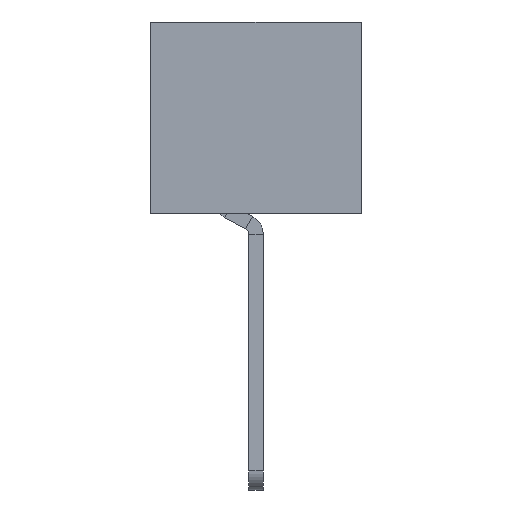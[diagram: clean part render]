
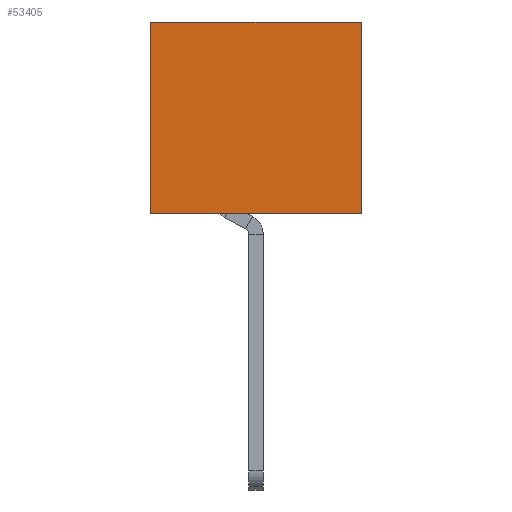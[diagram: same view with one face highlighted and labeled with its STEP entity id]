
A CAD part, front view. The second image highlights one B-rep face of the part: STEP entity #53405.
In plain terms, the highlighted face is planar.
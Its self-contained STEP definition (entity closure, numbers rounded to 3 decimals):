
#53236 = PLANE('',#53237);
#53237 = AXIS2_PLACEMENT_3D('',#53238,#53239,#53240);
#53238 = CARTESIAN_POINT('',(1.1,10.98,0.));
#53239 = DIRECTION('',(1.,0.,0.));
#53240 = DIRECTION('',(0.,0.,1.));
#53264 = PLANE('',#53265);
#53265 = AXIS2_PLACEMENT_3D('',#53266,#53267,#53268);
#53266 = CARTESIAN_POINT('',(-1.1,10.98,2.));
#53267 = DIRECTION('',(0.,0.,1.));
#53268 = DIRECTION('',(1.,0.,0.));
#53292 = PLANE('',#53293);
#53293 = AXIS2_PLACEMENT_3D('',#53294,#53295,#53296);
#53294 = CARTESIAN_POINT('',(-1.1,9.71,0.));
#53295 = DIRECTION('',(-1.,0.,0.));
#53296 = DIRECTION('',(0.,0.,-1.));
#53318 = PLANE('',#53319);
#53319 = AXIS2_PLACEMENT_3D('',#53320,#53321,#53322);
#53320 = CARTESIAN_POINT('',(-1.1,10.98,0.));
#53321 = DIRECTION('',(0.,0.,1.));
#53322 = DIRECTION('',(1.,0.,0.));
#53334 = VERTEX_POINT('',#53335);
#53335 = CARTESIAN_POINT('',(-1.1,10.98,0.));
#53358 = VERTEX_POINT('',#53359);
#53359 = CARTESIAN_POINT('',(-1.1,10.98,2.));
#53380 = EDGE_CURVE('',#53334,#53358,#53381,.T.);
#53381 = SURFACE_CURVE('',#53382,(#53386,#53393),.PCURVE_S1.);
#53382 = LINE('',#53383,#53384);
#53383 = CARTESIAN_POINT('',(-1.1,10.98,0.));
#53384 = VECTOR('',#53385,1.);
#53385 = DIRECTION('',(0.,0.,1.));
#53386 = PCURVE('',#53292,#53387);
#53387 = DEFINITIONAL_REPRESENTATION('',(#53388),#53392);
#53388 = LINE('',#53389,#53390);
#53389 = CARTESIAN_POINT('',(0.,-1.27));
#53390 = VECTOR('',#53391,1.);
#53391 = DIRECTION('',(-1.,0.));
#53392 = ( GEOMETRIC_REPRESENTATION_CONTEXT(2) 
PARAMETRIC_REPRESENTATION_CONTEXT() REPRESENTATION_CONTEXT('2D SPACE',''
  ) );
#53393 = PCURVE('',#53394,#53399);
#53394 = PLANE('',#53395);
#53395 = AXIS2_PLACEMENT_3D('',#53396,#53397,#53398);
#53396 = CARTESIAN_POINT('',(-1.1,10.98,0.));
#53397 = DIRECTION('',(0.,1.,0.));
#53398 = DIRECTION('',(1.,0.,0.));
#53399 = DEFINITIONAL_REPRESENTATION('',(#53400),#53404);
#53400 = LINE('',#53401,#53402);
#53401 = CARTESIAN_POINT('',(0.,0.));
#53402 = VECTOR('',#53403,1.);
#53403 = DIRECTION('',(0.,-1.));
#53404 = ( GEOMETRIC_REPRESENTATION_CONTEXT(2) 
PARAMETRIC_REPRESENTATION_CONTEXT() REPRESENTATION_CONTEXT('2D SPACE',''
  ) );
#53405 = ADVANCED_FACE('',(#53406),#53394,.T.);
#53406 = FACE_BOUND('',#53407,.T.);
#53407 = EDGE_LOOP('',(#53408,#53409,#53432,#53455));
#53408 = ORIENTED_EDGE('',*,*,#53380,.T.);
#53409 = ORIENTED_EDGE('',*,*,#53410,.T.);
#53410 = EDGE_CURVE('',#53358,#53411,#53413,.T.);
#53411 = VERTEX_POINT('',#53412);
#53412 = CARTESIAN_POINT('',(1.1,10.98,2.));
#53413 = SURFACE_CURVE('',#53414,(#53418,#53425),.PCURVE_S1.);
#53414 = LINE('',#53415,#53416);
#53415 = CARTESIAN_POINT('',(-1.1,10.98,2.));
#53416 = VECTOR('',#53417,1.);
#53417 = DIRECTION('',(1.,0.,0.));
#53418 = PCURVE('',#53394,#53419);
#53419 = DEFINITIONAL_REPRESENTATION('',(#53420),#53424);
#53420 = LINE('',#53421,#53422);
#53421 = CARTESIAN_POINT('',(0.,-2.));
#53422 = VECTOR('',#53423,1.);
#53423 = DIRECTION('',(1.,0.));
#53424 = ( GEOMETRIC_REPRESENTATION_CONTEXT(2) 
PARAMETRIC_REPRESENTATION_CONTEXT() REPRESENTATION_CONTEXT('2D SPACE',''
  ) );
#53425 = PCURVE('',#53264,#53426);
#53426 = DEFINITIONAL_REPRESENTATION('',(#53427),#53431);
#53427 = LINE('',#53428,#53429);
#53428 = CARTESIAN_POINT('',(0.,0.));
#53429 = VECTOR('',#53430,1.);
#53430 = DIRECTION('',(1.,0.));
#53431 = ( GEOMETRIC_REPRESENTATION_CONTEXT(2) 
PARAMETRIC_REPRESENTATION_CONTEXT() REPRESENTATION_CONTEXT('2D SPACE',''
  ) );
#53432 = ORIENTED_EDGE('',*,*,#53433,.F.);
#53433 = EDGE_CURVE('',#53434,#53411,#53436,.T.);
#53434 = VERTEX_POINT('',#53435);
#53435 = CARTESIAN_POINT('',(1.1,10.98,0.));
#53436 = SURFACE_CURVE('',#53437,(#53441,#53448),.PCURVE_S1.);
#53437 = LINE('',#53438,#53439);
#53438 = CARTESIAN_POINT('',(1.1,10.98,0.));
#53439 = VECTOR('',#53440,1.);
#53440 = DIRECTION('',(0.,0.,1.));
#53441 = PCURVE('',#53394,#53442);
#53442 = DEFINITIONAL_REPRESENTATION('',(#53443),#53447);
#53443 = LINE('',#53444,#53445);
#53444 = CARTESIAN_POINT('',(2.2,0.));
#53445 = VECTOR('',#53446,1.);
#53446 = DIRECTION('',(0.,-1.));
#53447 = ( GEOMETRIC_REPRESENTATION_CONTEXT(2) 
PARAMETRIC_REPRESENTATION_CONTEXT() REPRESENTATION_CONTEXT('2D SPACE',''
  ) );
#53448 = PCURVE('',#53236,#53449);
#53449 = DEFINITIONAL_REPRESENTATION('',(#53450),#53454);
#53450 = LINE('',#53451,#53452);
#53451 = CARTESIAN_POINT('',(0.,0.));
#53452 = VECTOR('',#53453,1.);
#53453 = DIRECTION('',(1.,0.));
#53454 = ( GEOMETRIC_REPRESENTATION_CONTEXT(2) 
PARAMETRIC_REPRESENTATION_CONTEXT() REPRESENTATION_CONTEXT('2D SPACE',''
  ) );
#53455 = ORIENTED_EDGE('',*,*,#53456,.F.);
#53456 = EDGE_CURVE('',#53334,#53434,#53457,.T.);
#53457 = SURFACE_CURVE('',#53458,(#53462,#53469),.PCURVE_S1.);
#53458 = LINE('',#53459,#53460);
#53459 = CARTESIAN_POINT('',(-1.1,10.98,0.));
#53460 = VECTOR('',#53461,1.);
#53461 = DIRECTION('',(1.,0.,0.));
#53462 = PCURVE('',#53394,#53463);
#53463 = DEFINITIONAL_REPRESENTATION('',(#53464),#53468);
#53464 = LINE('',#53465,#53466);
#53465 = CARTESIAN_POINT('',(0.,0.));
#53466 = VECTOR('',#53467,1.);
#53467 = DIRECTION('',(1.,0.));
#53468 = ( GEOMETRIC_REPRESENTATION_CONTEXT(2) 
PARAMETRIC_REPRESENTATION_CONTEXT() REPRESENTATION_CONTEXT('2D SPACE',''
  ) );
#53469 = PCURVE('',#53318,#53470);
#53470 = DEFINITIONAL_REPRESENTATION('',(#53471),#53475);
#53471 = LINE('',#53472,#53473);
#53472 = CARTESIAN_POINT('',(0.,0.));
#53473 = VECTOR('',#53474,1.);
#53474 = DIRECTION('',(1.,0.));
#53475 = ( GEOMETRIC_REPRESENTATION_CONTEXT(2) 
PARAMETRIC_REPRESENTATION_CONTEXT() REPRESENTATION_CONTEXT('2D SPACE',''
  ) );
